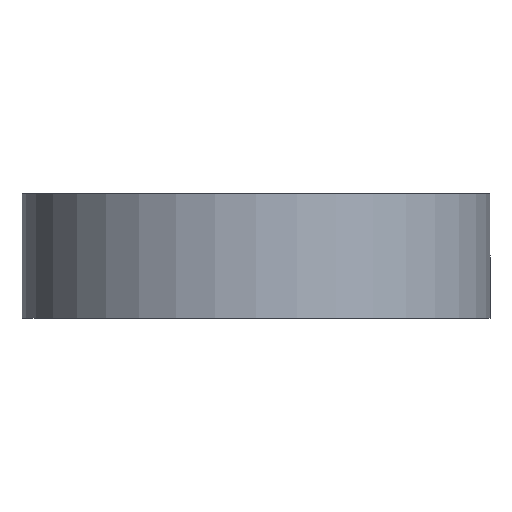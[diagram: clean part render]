
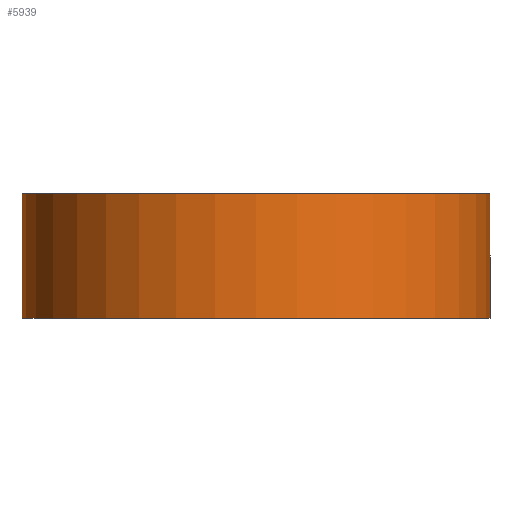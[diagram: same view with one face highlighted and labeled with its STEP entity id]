
A CAD part, left-side view. The second image highlights one B-rep face of the part: STEP entity #5939.
In plain terms, the highlighted cylindrical face has radius 60 mm (diameter 120 mm), a partial arc.
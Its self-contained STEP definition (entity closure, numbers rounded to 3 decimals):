
#27 = VERTEX_POINT ( 'NONE', #5286 ) ;
#493 = AXIS2_PLACEMENT_3D ( 'NONE', #4965, #2052, #6747 ) ;
#502 = AXIS2_PLACEMENT_3D ( 'NONE', #5801, #1712, #7039 ) ;
#809 = EDGE_CURVE ( 'NONE', #27, #7438, #5266, .T. ) ;
#1027 = CARTESIAN_POINT ( 'NONE',  ( 0., 60., 0. ) ) ;
#1307 = EDGE_CURVE ( 'NONE', #27, #4029, #5344, .T. ) ;
#1712 = DIRECTION ( 'NONE',  ( 0., 0., 1. ) ) ;
#1833 = VECTOR ( 'NONE', #3901, 1000. ) ;
#1939 = CARTESIAN_POINT ( 'NONE',  ( 0., 60., -32. ) ) ;
#1988 = ORIENTED_EDGE ( 'NONE', *, *, #7074, .F. ) ;
#2052 = DIRECTION ( 'NONE',  ( 0., 0., -1. ) ) ;
#2107 = CARTESIAN_POINT ( 'NONE',  ( 0., 0., 0. ) ) ;
#2142 = CARTESIAN_POINT ( 'NONE',  ( 0., -60., -32. ) ) ;
#2415 = ORIENTED_EDGE ( 'NONE', *, *, #1307, .T. ) ;
#2606 = CIRCLE ( 'NONE', #2732, 60. ) ;
#2693 = DIRECTION ( 'NONE',  ( 0., -1., 0. ) ) ;
#2732 = AXIS2_PLACEMENT_3D ( 'NONE', #2107, #6240, #2693 ) ;
#3246 = VERTEX_POINT ( 'NONE', #1027 ) ;
#3423 = DIRECTION ( 'NONE',  ( 0., 0., 1. ) ) ;
#3901 = DIRECTION ( 'NONE',  ( 0., 0., 1. ) ) ;
#3990 = CYLINDRICAL_SURFACE ( 'NONE', #502, 60. ) ;
#4029 = VERTEX_POINT ( 'NONE', #6778 ) ;
#4342 = ORIENTED_EDGE ( 'NONE', *, *, #809, .F. ) ;
#4617 = CARTESIAN_POINT ( 'NONE',  ( 0., 60., -32. ) ) ;
#4965 = CARTESIAN_POINT ( 'NONE',  ( 0., 0., -32. ) ) ;
#5266 = CIRCLE ( 'NONE', #493, 60. ) ;
#5286 = CARTESIAN_POINT ( 'NONE',  ( 0., -60., -32. ) ) ;
#5344 = LINE ( 'NONE', #2142, #1833 ) ;
#5609 = ORIENTED_EDGE ( 'NONE', *, *, #6318, .T. ) ;
#5801 = CARTESIAN_POINT ( 'NONE',  ( 0., 0., -32. ) ) ;
#5939 = ADVANCED_FACE ( 'NONE', ( #6581 ), #3990, .T. ) ;
#6240 = DIRECTION ( 'NONE',  ( 0., 0., -1. ) ) ;
#6318 = EDGE_CURVE ( 'NONE', #4029, #3246, #2606, .T. ) ;
#6581 = FACE_OUTER_BOUND ( 'NONE', #6897, .T. ) ;
#6747 = DIRECTION ( 'NONE',  ( 0., -1., 0. ) ) ;
#6778 = CARTESIAN_POINT ( 'NONE',  ( 0., -60., 0. ) ) ;
#6897 = EDGE_LOOP ( 'NONE', ( #4342, #2415, #5609, #1988 ) ) ;
#7039 = DIRECTION ( 'NONE',  ( 0., 1., 0. ) ) ;
#7074 = EDGE_CURVE ( 'NONE', #7438, #3246, #7312, .T. ) ;
#7312 = LINE ( 'NONE', #4617, #7490 ) ;
#7438 = VERTEX_POINT ( 'NONE', #1939 ) ;
#7490 = VECTOR ( 'NONE', #3423, 1000. ) ;
